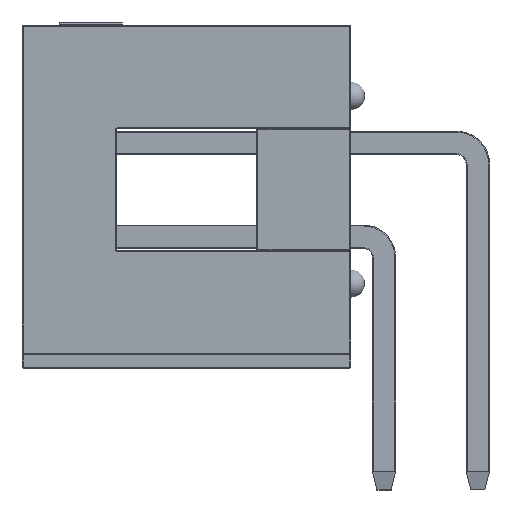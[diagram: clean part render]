
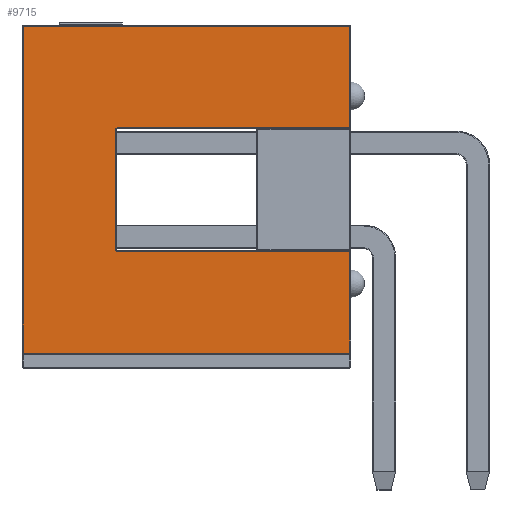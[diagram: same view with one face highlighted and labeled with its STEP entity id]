
A CAD part, front view. The second image highlights one B-rep face of the part: STEP entity #9715.
In plain terms, the highlighted face is planar.
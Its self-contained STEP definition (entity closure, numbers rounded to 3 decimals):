
#563=PLANE('',#10667);
#1084=FACE_OUTER_BOUND('',#1679,.T.);
#1679=EDGE_LOOP('',(#7860,#7861,#7862,#7863,#7864,#7865,#7866,#7867,#7868,
#7869));
#2204=CIRCLE('',#10486,0.051);
#2238=CIRCLE('',#10535,0.051);
#2453=LINE('',#14971,#3390);
#2456=LINE('',#15010,#3393);
#2461=LINE('',#15038,#3398);
#2466=LINE('',#15060,#3403);
#2472=LINE('',#15090,#3409);
#2475=LINE('',#15094,#3412);
#2479=LINE('',#15100,#3416);
#2520=LINE('',#15162,#3457);
#3390=VECTOR('',#12005,10.);
#3393=VECTOR('',#12050,10.);
#3398=VECTOR('',#12083,10.);
#3403=VECTOR('',#12110,10.);
#3409=VECTOR('',#12146,10.);
#3412=VECTOR('',#12151,10.);
#3416=VECTOR('',#12159,10.);
#3457=VECTOR('',#12242,10.);
#4475=VERTEX_POINT('',#14723);
#4507=VERTEX_POINT('',#14907);
#4508=VERTEX_POINT('',#14909);
#4529=VERTEX_POINT('',#14966);
#4541=VERTEX_POINT('',#15001);
#4542=VERTEX_POINT('',#15002);
#4553=VERTEX_POINT('',#15033);
#4557=VERTEX_POINT('',#15053);
#4563=VERTEX_POINT('',#15073);
#4567=VERTEX_POINT('',#15081);
#5517=EDGE_CURVE('',#4507,#4508,#2204,.T.);
#5547=EDGE_CURVE('',#4475,#4529,#2453,.T.);
#5561=EDGE_CURVE('',#4541,#4542,#2238,.T.);
#5565=EDGE_CURVE('',#4542,#4507,#2456,.T.);
#5579=EDGE_CURVE('',#4529,#4553,#2461,.T.);
#5590=EDGE_CURVE('',#4557,#4541,#2466,.T.);
#5605=EDGE_CURVE('',#4563,#4567,#2472,.T.);
#5608=EDGE_CURVE('',#4567,#4557,#2475,.T.);
#5612=EDGE_CURVE('',#4553,#4563,#2479,.T.);
#5653=EDGE_CURVE('',#4508,#4475,#2520,.T.);
#7860=ORIENTED_EDGE('',*,*,#5605,.F.);
#7861=ORIENTED_EDGE('',*,*,#5612,.F.);
#7862=ORIENTED_EDGE('',*,*,#5579,.F.);
#7863=ORIENTED_EDGE('',*,*,#5547,.F.);
#7864=ORIENTED_EDGE('',*,*,#5653,.F.);
#7865=ORIENTED_EDGE('',*,*,#5517,.F.);
#7866=ORIENTED_EDGE('',*,*,#5565,.F.);
#7867=ORIENTED_EDGE('',*,*,#5561,.F.);
#7868=ORIENTED_EDGE('',*,*,#5590,.F.);
#7869=ORIENTED_EDGE('',*,*,#5608,.F.);
#9715=ADVANCED_FACE('',(#1084),#563,.T.);
#10486=AXIS2_PLACEMENT_3D('',#14910,#11932,#11933);
#10535=AXIS2_PLACEMENT_3D('',#15003,#12040,#12041);
#10667=AXIS2_PLACEMENT_3D('',#15561,#12574,#12575);
#11932=DIRECTION('center_axis',(1.,0.,0.));
#11933=DIRECTION('ref_axis',(0.,-0.707,0.707));
#12005=DIRECTION('',(0.,-1.,0.));
#12040=DIRECTION('center_axis',(1.,0.,0.));
#12041=DIRECTION('ref_axis',(0.,0.707,0.707));
#12050=DIRECTION('',(0.,-1.,0.));
#12083=DIRECTION('',(0.,0.,1.));
#12110=DIRECTION('',(0.,0.,1.));
#12146=DIRECTION('',(0.,0.,-1.));
#12151=DIRECTION('',(0.,-1.,0.));
#12159=DIRECTION('',(0.,1.,0.));
#12242=DIRECTION('',(0.,0.,-1.));
#12574=DIRECTION('center_axis',(1.,0.,0.));
#12575=DIRECTION('ref_axis',(0.,1.,0.));
#14723=CARTESIAN_POINT('',(22.225,-1.676,0.025));
#14907=CARTESIAN_POINT('',(22.225,-1.626,6.375));
#14909=CARTESIAN_POINT('',(22.225,-1.676,6.325));
#14910=CARTESIAN_POINT('Origin',(22.225,-1.626,6.325));
#14966=CARTESIAN_POINT('',(22.225,-4.42,0.025));
#14971=CARTESIAN_POINT('',(22.225,-2.223,0.025));
#15001=CARTESIAN_POINT('',(22.225,1.676,6.325));
#15002=CARTESIAN_POINT('',(22.225,1.626,6.375));
#15003=CARTESIAN_POINT('Origin',(22.225,1.626,6.325));
#15010=CARTESIAN_POINT('',(22.225,-3.048,6.375));
#15033=CARTESIAN_POINT('',(22.225,-4.42,8.865));
#15038=CARTESIAN_POINT('',(22.225,-4.42,0.));
#15053=CARTESIAN_POINT('',(22.225,1.676,0.025));
#15060=CARTESIAN_POINT('',(22.225,1.676,3.175));
#15073=CARTESIAN_POINT('',(22.225,4.42,8.865));
#15081=CARTESIAN_POINT('',(22.225,4.42,0.025));
#15090=CARTESIAN_POINT('',(22.225,4.42,0.));
#15094=CARTESIAN_POINT('',(22.225,-2.223,0.025));
#15100=CARTESIAN_POINT('',(22.225,-2.223,8.865));
#15162=CARTESIAN_POINT('',(22.225,-1.676,0.));
#15561=CARTESIAN_POINT('Origin',(22.225,-4.445,0.));
